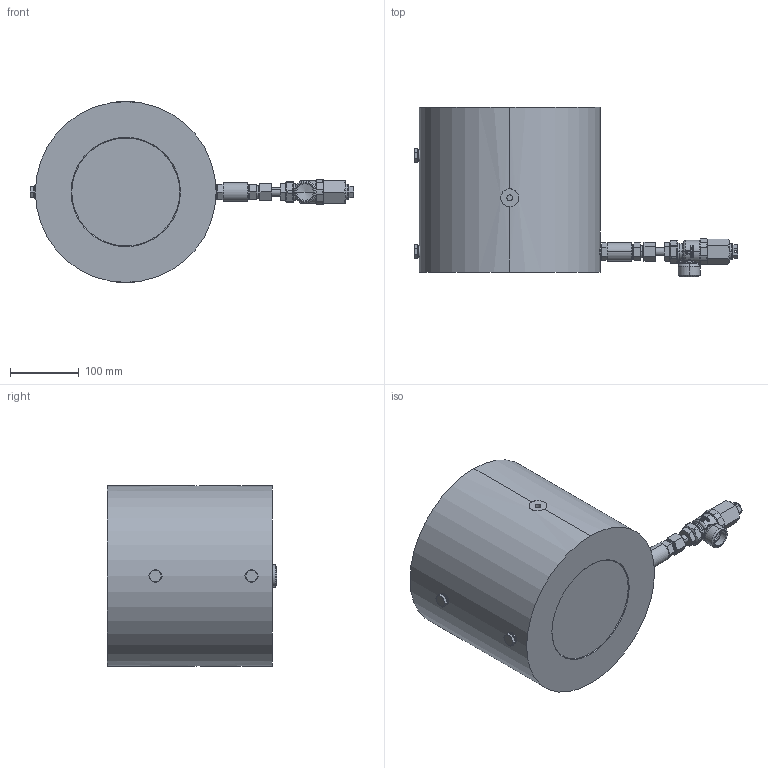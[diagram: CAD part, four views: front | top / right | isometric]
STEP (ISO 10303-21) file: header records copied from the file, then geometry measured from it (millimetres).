
FILE_DESCRIPTION (( 'STEP AP214' ), '1' );
FILE_NAME ('HON790-DN150(10008261).STEP', '2018-12-21T06:11:37', ( '' ), ( '' ), 'SwSTEP 2.0', 'SolidWorks 2017', '' );
FILE_SCHEMA (( 'AUTOMOTIVE_DESIGN' ));
Length unit declared in the file: millimetre
Products named in the file (1): HON790-DN150(10008261)
Bounding box: 470.68 x 246.5 x 263 mm (x, y, z)
Volume: 13019346.9 mm3; surface area: 363531.8 mm2
Topology: 19 solids, 19 shells, 916 faces, 2193 edges, 1324 vertices
Faces by surface type: bspline 272, cylinder 233, plane 220, cone 126, torus 61, sphere 4
Entity records: 57501 total; most frequent: CARTESIAN_POINT 38123, ORIENTED_EDGE 4330, DIRECTION 3459, EDGE_CURVE 2165, AXIS2_PLACEMENT_3D 1386, VERTEX_POINT 1324, EDGE_LOOP 967, ADVANCED_FACE 916
